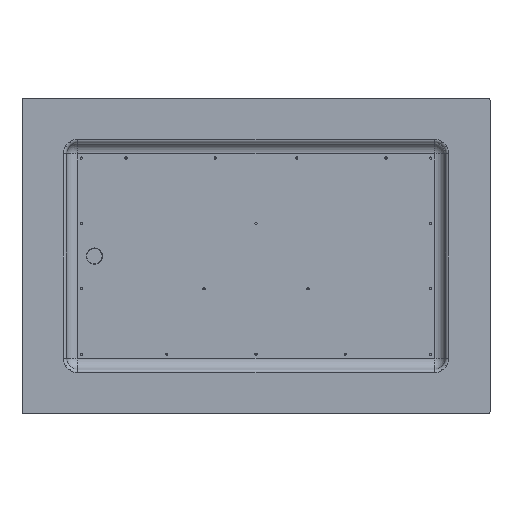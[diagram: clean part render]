
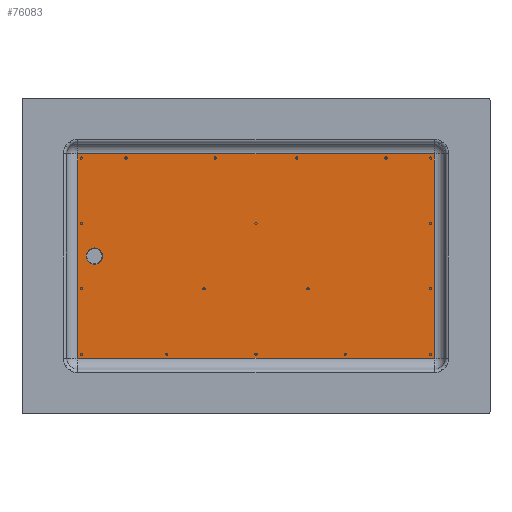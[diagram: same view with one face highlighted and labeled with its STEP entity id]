
A CAD part, top view. The second image highlights one B-rep face of the part: STEP entity #76083.
In plain terms, the highlighted planar face has unit normal (0, 0, 1).
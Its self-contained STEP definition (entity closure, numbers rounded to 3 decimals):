
#7674=LINE('',#123903,#14376);
#7675=LINE('',#123909,#14377);
#7677=LINE('',#123917,#14379);
#7679=LINE('',#123925,#14381);
#14376=VECTOR('',#93747,10.);
#14377=VECTOR('',#93754,10.);
#14379=VECTOR('',#93764,10.);
#14381=VECTOR('',#93776,10.);
#19543=FACE_BOUND('',#27931,.T.);
#20621=PLANE('',#81416);
#23854=FACE_OUTER_BOUND('',#27930,.T.);
#27930=EDGE_LOOP('',(#61009,#61010,#61011,#61012));
#27931=EDGE_LOOP('',(#61013,#61014));
#31838=CIRCLE('',#81342,11.);
#31839=CIRCLE('',#81343,11.);
#37241=VERTEX_POINT('',#123787);
#37242=VERTEX_POINT('',#123788);
#37272=VERTEX_POINT('',#123900);
#37273=VERTEX_POINT('',#123902);
#37274=VERTEX_POINT('',#123906);
#37276=VERTEX_POINT('',#123914);
#46013=EDGE_CURVE('',#37241,#37242,#31838,.T.);
#46014=EDGE_CURVE('',#37242,#37241,#31839,.T.);
#46070=EDGE_CURVE('',#37273,#37272,#7674,.T.);
#46073=EDGE_CURVE('',#37272,#37274,#7675,.T.);
#46077=EDGE_CURVE('',#37274,#37276,#7677,.T.);
#46082=EDGE_CURVE('',#37276,#37273,#7679,.T.);
#61009=ORIENTED_EDGE('',*,*,#46070,.T.);
#61010=ORIENTED_EDGE('',*,*,#46073,.T.);
#61011=ORIENTED_EDGE('',*,*,#46077,.T.);
#61012=ORIENTED_EDGE('',*,*,#46082,.T.);
#61013=ORIENTED_EDGE('',*,*,#46013,.T.);
#61014=ORIENTED_EDGE('',*,*,#46014,.T.);
#76083=ADVANCED_FACE('',(#23854,#19543),#20621,.F.);
#81342=AXIS2_PLACEMENT_3D('',#123789,#93609,#93610);
#81343=AXIS2_PLACEMENT_3D('',#123790,#93611,#93612);
#81416=AXIS2_PLACEMENT_3D('',#123936,#93794,#93795);
#93609=DIRECTION('center_axis',(0.,0.,-1.));
#93610=DIRECTION('ref_axis',(0.,1.,0.));
#93611=DIRECTION('center_axis',(0.,0.,-1.));
#93612=DIRECTION('ref_axis',(0.,1.,0.));
#93747=DIRECTION('',(1.,0.,0.));
#93754=DIRECTION('',(0.,1.,0.));
#93764=DIRECTION('',(-1.,0.,0.));
#93776=DIRECTION('',(0.,-1.,0.));
#93794=DIRECTION('center_axis',(0.,0.,-1.));
#93795=DIRECTION('ref_axis',(0.,-1.,0.));
#123787=CARTESIAN_POINT('',(-217.5,11.,-105.));
#123788=CARTESIAN_POINT('',(-217.5,-11.,-105.));
#123789=CARTESIAN_POINT('Origin',(-217.5,0.,-105.));
#123790=CARTESIAN_POINT('Origin',(-217.5,0.,-105.));
#123900=CARTESIAN_POINT('',(240.,-137.5,-105.));
#123902=CARTESIAN_POINT('',(-240.,-137.5,-105.));
#123903=CARTESIAN_POINT('',(128.25,-137.5,-105.));
#123906=CARTESIAN_POINT('',(240.,137.5,-105.));
#123909=CARTESIAN_POINT('',(240.,77.,-105.));
#123914=CARTESIAN_POINT('',(-240.,137.5,-105.));
#123917=CARTESIAN_POINT('',(-128.25,137.5,-105.));
#123925=CARTESIAN_POINT('',(-240.,-77.,-105.));
#123936=CARTESIAN_POINT('Origin',(0.,0.,
-105.));
